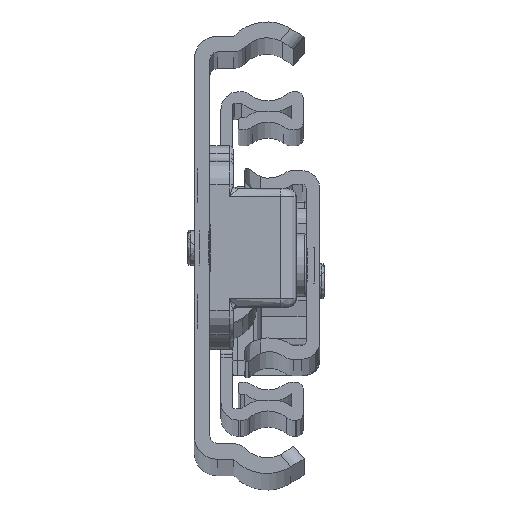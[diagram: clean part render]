
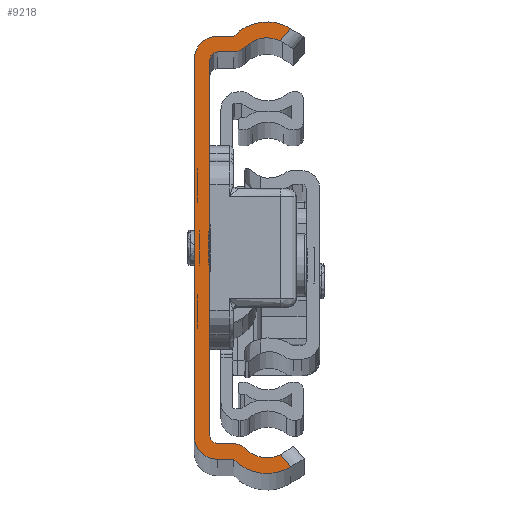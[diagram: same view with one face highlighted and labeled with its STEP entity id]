
A CAD part, top view. The second image highlights one B-rep face of the part: STEP entity #9218.
In plain terms, the highlighted planar face has unit normal (0, 0, 1).
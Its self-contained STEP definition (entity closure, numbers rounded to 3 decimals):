
#225=PLANE('',#9956);
#789=FACE_OUTER_BOUND('',#1303,.T.);
#1303=EDGE_LOOP('',(#7044,#7045,#7046,#7047,#7048,#7049,#7050,#7051,#7052,
#7053,#7054,#7055,#7056,#7057,#7058,#7059,#7060,#7061));
#1886=LINE('',#14010,#2729);
#1921=LINE('',#14153,#2764);
#1935=LINE('',#14222,#2778);
#1943=LINE('',#14265,#2786);
#1954=LINE('',#14319,#2797);
#1958=LINE('',#14334,#2801);
#1963=LINE('',#14351,#2806);
#1967=LINE('',#14365,#2810);
#2729=VECTOR('',#11262,47.8);
#2764=VECTOR('',#11405,47.8);
#2778=VECTOR('',#11487,2.041);
#2786=VECTOR('',#11519,2.041);
#2797=VECTOR('',#11570,2.05);
#2801=VECTOR('',#11588,2.05);
#2806=VECTOR('',#11609,2.05);
#2810=VECTOR('',#11627,2.05);
#3522=CIRCLE('',#9907,5.8);
#3524=CIRCLE('',#9917,3.8);
#3525=CIRCLE('',#9928,3.8);
#3527=CIRCLE('',#9931,2.);
#3529=CIRCLE('',#9935,1.);
#3531=CIRCLE('',#9938,1.);
#3533=CIRCLE('',#9942,2.);
#3535=CIRCLE('',#9946,5.8);
#3537=CIRCLE('',#9950,3.);
#3539=CIRCLE('',#9953,3.);
#4019=VERTEX_POINT('',#14008);
#4020=VERTEX_POINT('',#14009);
#4073=VERTEX_POINT('',#14151);
#4074=VERTEX_POINT('',#14152);
#4094=VERTEX_POINT('',#14219);
#4095=VERTEX_POINT('',#14221);
#4102=VERTEX_POINT('',#14240);
#4109=VERTEX_POINT('',#14259);
#4110=VERTEX_POINT('',#14264);
#4114=VERTEX_POINT('',#14277);
#4121=VERTEX_POINT('',#14306);
#4123=VERTEX_POINT('',#14312);
#4125=VERTEX_POINT('',#14318);
#4127=VERTEX_POINT('',#14327);
#4129=VERTEX_POINT('',#14333);
#4131=VERTEX_POINT('',#14344);
#4133=VERTEX_POINT('',#14350);
#4135=VERTEX_POINT('',#14359);
#5026=EDGE_CURVE('',#4019,#4020,#1886,.T.);
#5097=EDGE_CURVE('',#4073,#4074,#1921,.T.);
#5132=EDGE_CURVE('',#4094,#4095,#1935,.T.);
#5141=EDGE_CURVE('',#4102,#4094,#3522,.T.);
#5150=EDGE_CURVE('',#4109,#4110,#1943,.T.);
#5156=EDGE_CURVE('',#4114,#4109,#3524,.T.);
#5168=EDGE_CURVE('',#4095,#4121,#3525,.T.);
#5171=EDGE_CURVE('',#4121,#4123,#3527,.T.);
#5174=EDGE_CURVE('',#4123,#4125,#1954,.T.);
#5177=EDGE_CURVE('',#4125,#4019,#3529,.T.);
#5179=EDGE_CURVE('',#4020,#4127,#3531,.T.);
#5182=EDGE_CURVE('',#4127,#4129,#1958,.T.);
#5185=EDGE_CURVE('',#4129,#4114,#3533,.T.);
#5188=EDGE_CURVE('',#4110,#4131,#3535,.T.);
#5191=EDGE_CURVE('',#4131,#4133,#1963,.T.);
#5194=EDGE_CURVE('',#4133,#4073,#3537,.T.);
#5196=EDGE_CURVE('',#4074,#4135,#3539,.T.);
#5199=EDGE_CURVE('',#4135,#4102,#1967,.T.);
#7044=ORIENTED_EDGE('',*,*,#5132,.F.);
#7045=ORIENTED_EDGE('',*,*,#5141,.F.);
#7046=ORIENTED_EDGE('',*,*,#5199,.F.);
#7047=ORIENTED_EDGE('',*,*,#5196,.F.);
#7048=ORIENTED_EDGE('',*,*,#5097,.F.);
#7049=ORIENTED_EDGE('',*,*,#5194,.F.);
#7050=ORIENTED_EDGE('',*,*,#5191,.F.);
#7051=ORIENTED_EDGE('',*,*,#5188,.F.);
#7052=ORIENTED_EDGE('',*,*,#5150,.F.);
#7053=ORIENTED_EDGE('',*,*,#5156,.F.);
#7054=ORIENTED_EDGE('',*,*,#5185,.F.);
#7055=ORIENTED_EDGE('',*,*,#5182,.F.);
#7056=ORIENTED_EDGE('',*,*,#5179,.F.);
#7057=ORIENTED_EDGE('',*,*,#5026,.F.);
#7058=ORIENTED_EDGE('',*,*,#5177,.F.);
#7059=ORIENTED_EDGE('',*,*,#5174,.F.);
#7060=ORIENTED_EDGE('',*,*,#5171,.F.);
#7061=ORIENTED_EDGE('',*,*,#5168,.F.);
#9218=ADVANCED_FACE('',(#789),#225,.T.);
#9907=AXIS2_PLACEMENT_3D('',#14242,#11501,#11502);
#9917=AXIS2_PLACEMENT_3D('',#14279,#11528,#11529);
#9928=AXIS2_PLACEMENT_3D('',#14307,#11556,#11557);
#9931=AXIS2_PLACEMENT_3D('',#14313,#11563,#11564);
#9935=AXIS2_PLACEMENT_3D('',#14324,#11575,#11576);
#9938=AXIS2_PLACEMENT_3D('',#14328,#11581,#11582);
#9942=AXIS2_PLACEMENT_3D('',#14339,#11593,#11594);
#9946=AXIS2_PLACEMENT_3D('',#14345,#11602,#11603);
#9950=AXIS2_PLACEMENT_3D('',#14356,#11614,#11615);
#9953=AXIS2_PLACEMENT_3D('',#14360,#11620,#11621);
#9956=AXIS2_PLACEMENT_3D('',#14367,#11629,#11630);
#11262=DIRECTION('',(0.,-1.,0.));
#11405=DIRECTION('',(0.,1.,0.));
#11487=DIRECTION('',(-0.653,-0.757,0.));
#11501=DIRECTION('center_axis',(0.,0.,-1.));
#11502=DIRECTION('ref_axis',(-0.525,-0.851,0.));
#11519=DIRECTION('',(0.653,-0.757,0.));
#11528=DIRECTION('center_axis',(0.,0.,1.));
#11529=DIRECTION('ref_axis',(-0.724,-0.69,0.));
#11556=DIRECTION('center_axis',(0.,0.,1.));
#11557=DIRECTION('ref_axis',(0.525,0.851,0.));
#11563=DIRECTION('center_axis',(0.,0.,-1.));
#11564=DIRECTION('ref_axis',(0.,1.,0.));
#11570=DIRECTION('',(-1.,0.,0.));
#11575=DIRECTION('center_axis',(0.,0.,1.));
#11576=DIRECTION('ref_axis',(0.,1.,0.));
#11581=DIRECTION('center_axis',(0.,0.,1.));
#11582=DIRECTION('ref_axis',(-1.,0.,0.));
#11588=DIRECTION('',(1.,0.,0.));
#11593=DIRECTION('center_axis',(0.,0.,-1.));
#11594=DIRECTION('ref_axis',(-0.724,-0.69,0.));
#11602=DIRECTION('center_axis',(0.,0.,-1.));
#11603=DIRECTION('ref_axis',(0.724,0.69,0.));
#11609=DIRECTION('',(-1.,0.,0.));
#11614=DIRECTION('center_axis',(0.,0.,-1.));
#11615=DIRECTION('ref_axis',(1.,0.,0.));
#11620=DIRECTION('center_axis',(0.,0.,-1.));
#11621=DIRECTION('ref_axis',(0.,-1.,0.));
#11627=DIRECTION('',(1.,0.,0.));
#11629=DIRECTION('center_axis',(0.,0.,1.));
#11630=DIRECTION('ref_axis',(1.,0.,0.));
#14008=CARTESIAN_POINT('',(-7.25,23.9,1200.));
#14009=CARTESIAN_POINT('',(-7.25,-23.9,1200.));
#14010=CARTESIAN_POINT('',(-7.25,23.9,1200.));
#14151=CARTESIAN_POINT('',(-9.25,-23.9,1200.));
#14152=CARTESIAN_POINT('',(-9.25,23.9,1200.));
#14153=CARTESIAN_POINT('',(-9.25,-23.9,1200.));
#14219=CARTESIAN_POINT('',(3.027,27.848,1200.));
#14221=CARTESIAN_POINT('',(1.693,26.302,1200.));
#14222=CARTESIAN_POINT('',(-5.642,17.798,1200.));
#14240=CARTESIAN_POINT('',(-4.2,26.9,1200.));
#14242=CARTESIAN_POINT('Origin',(0.,22.9,
1200.));
#14259=CARTESIAN_POINT('',(1.693,-26.302,1200.));
#14264=CARTESIAN_POINT('',(3.027,-27.848,1200.));
#14265=CARTESIAN_POINT('',(-6.304,-17.031,1200.));
#14277=CARTESIAN_POINT('',(-2.752,-25.521,1200.));
#14279=CARTESIAN_POINT('Origin',(0.,-22.9,
1200.));
#14306=CARTESIAN_POINT('',(-2.752,25.521,1200.));
#14307=CARTESIAN_POINT('Origin',(0.,22.9,
1200.));
#14312=CARTESIAN_POINT('',(-4.2,24.9,1200.));
#14313=CARTESIAN_POINT('Origin',(-4.2,26.9,1200.));
#14318=CARTESIAN_POINT('',(-6.25,24.9,1200.));
#14319=CARTESIAN_POINT('',(-4.2,24.9,1200.));
#14324=CARTESIAN_POINT('Origin',(-6.25,23.9,1200.));
#14327=CARTESIAN_POINT('',(-6.25,-24.9,1200.));
#14328=CARTESIAN_POINT('Origin',(-6.25,-23.9,1200.));
#14333=CARTESIAN_POINT('',(-4.2,-24.9,1200.));
#14334=CARTESIAN_POINT('',(-6.25,-24.9,1200.));
#14339=CARTESIAN_POINT('Origin',(-4.2,-26.9,1200.));
#14344=CARTESIAN_POINT('',(-4.2,-26.9,1200.));
#14345=CARTESIAN_POINT('Origin',(0.,-22.9,
1200.));
#14350=CARTESIAN_POINT('',(-6.25,-26.9,1200.));
#14351=CARTESIAN_POINT('',(-4.2,-26.9,1200.));
#14356=CARTESIAN_POINT('Origin',(-6.25,-23.9,1200.));
#14359=CARTESIAN_POINT('',(-6.25,26.9,1200.));
#14360=CARTESIAN_POINT('Origin',(-6.25,23.9,1200.));
#14365=CARTESIAN_POINT('',(-6.25,26.9,1200.));
#14367=CARTESIAN_POINT('Origin',(-5.819,0.,
1200.));
